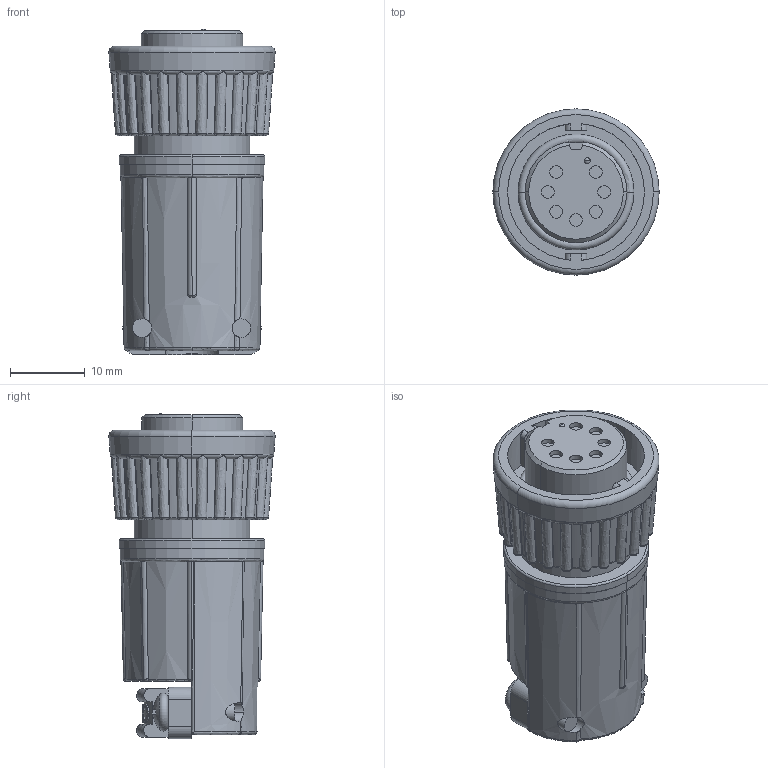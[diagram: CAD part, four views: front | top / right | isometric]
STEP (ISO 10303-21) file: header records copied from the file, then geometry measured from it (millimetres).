
FILE_DESCRIPTION (( 'STEP AP203' ), '1' );
FILE_NAME ('3282-7SG-5XX.STEP', '2017-11-13T21:48:35', ( '' ), ( '' ), 'SwSTEP 2.0', 'SolidWorks 2017', '' );
FILE_SCHEMA (( 'CONFIG_CONTROL_DESIGN' ));
Length unit declared in the file: inch
Products named in the file (2): 3282-7SG-5XX
Bounding box: 22.22 x 22.22 x 43.49 mm (x, y, z)
Volume: 10353.7 mm3; surface area: 4678.5 mm2
Topology: 1 solids, 1 shells, 448 faces, 1234 edges, 804 vertices
Faces by surface type: plane 145, bspline 100, cylinder 82, torus 67, cone 47, sphere 7
Entity records: 19157 total; most frequent: CARTESIAN_POINT 8763, ORIENTED_EDGE 2464, DIRECTION 1779, EDGE_CURVE 1232, VERTEX_POINT 803, AXIS2_PLACEMENT_3D 750, B_SPLINE_CURVE_WITH_KNOTS 507, EDGE_LOOP 467
